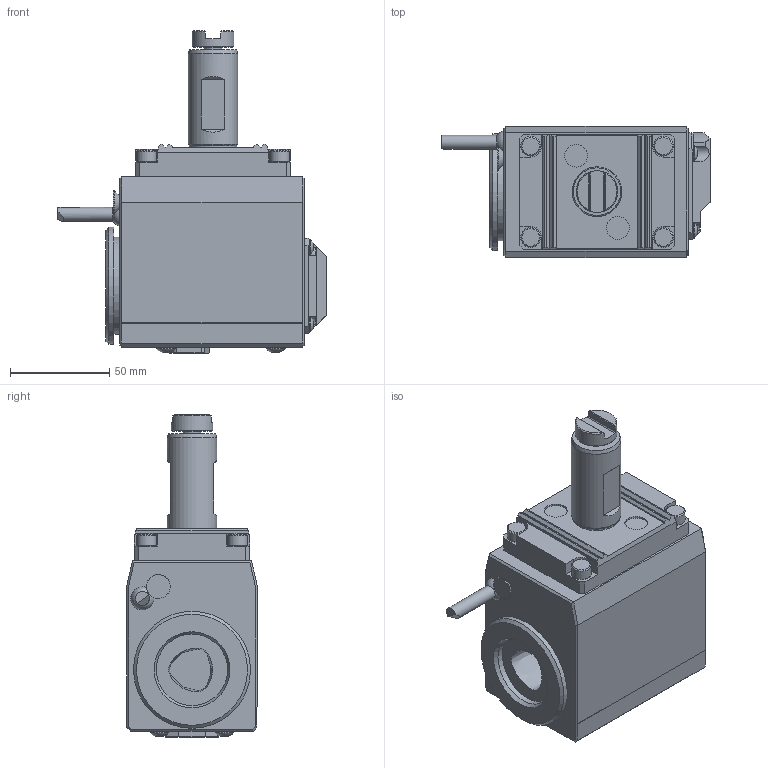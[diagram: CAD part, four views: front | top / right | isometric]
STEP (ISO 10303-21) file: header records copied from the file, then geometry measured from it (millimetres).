
FILE_DESCRIPTION(/* description */ (''),/* implementation_level */ '2;1');
FILE_NAME(/* name */ '1617963334133.stp',/* time_stamp */ '2021-04-09T12:15:40+02:00',/* author */ (''),/* organization */ ('SMS'),/* preprocessor_version */ 'ST-DEVELOPER v16.7',/* originating_system */ 'SIEMENS PLM Software NX 12.0',/* authorisation */ '');
FILE_SCHEMA (('AUTOMOTIVE_DESIGN { 1 0 10303 214 3 1 1 1 }'));
Length unit declared in the file: millimetre
Products named in the file (1): 203469150mod000_00
Bounding box: 135.2 x 66 x 162.4 mm (x, y, z)
Volume: 641220.4 mm3; surface area: 55650.8 mm2
Topology: 1 solids, 1 shells, 254 faces, 640 edges, 423 vertices
Faces by surface type: plane 158, cylinder 48, cone 34, sphere 9, bspline 5
Full cylindrical faces by diameter (mm): 2 x1, 7 x1, 7.6 x4, 9 x1, 9.5 x4, 10 x4, 11.5 x2, 12 x1, 21 x1, 24.1 x1, 25 x1, 36 x1, 49 x1, 59 x1
Entity records: 7733 total; most frequent: CARTESIAN_POINT 1914, ORIENTED_EDGE 1150, DIRECTION 1139, EDGE_CURVE 575, VERTEX_POINT 403, AXIS2_PLACEMENT_3D 400, LINE 339, VECTOR 339
